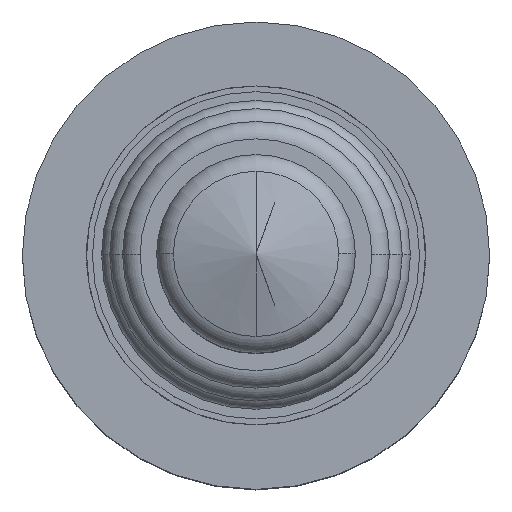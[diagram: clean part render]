
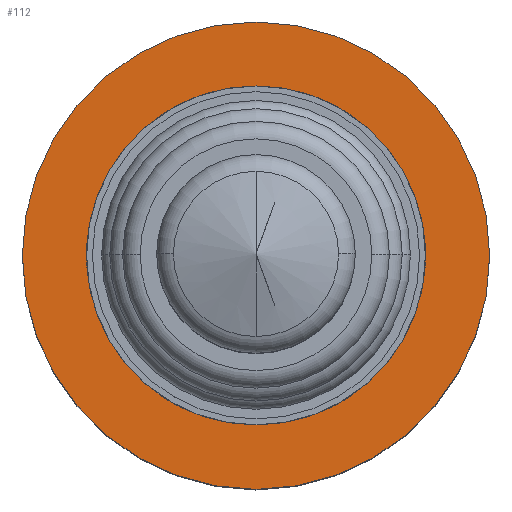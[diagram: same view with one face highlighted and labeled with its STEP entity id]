
A CAD part, top view. The second image highlights one B-rep face of the part: STEP entity #112.
In plain terms, the highlighted planar face has unit normal (0, 0, 1).
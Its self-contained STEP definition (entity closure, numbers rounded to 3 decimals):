
#112=ADVANCED_FACE('',(#257,#258),#259,.T.);
#257=FACE_BOUND('',#463,.T.);
#258=FACE_OUTER_BOUND('',#464,.T.);
#259=PLANE('',#465);
#463=EDGE_LOOP('',(#941,#942));
#464=EDGE_LOOP('',(#943,#944));
#465=AXIS2_PLACEMENT_3D('',#945,#946,#947);
#941=ORIENTED_EDGE('',*,*,#1430,.F.);
#942=ORIENTED_EDGE('',*,*,#1495,.F.);
#943=ORIENTED_EDGE('',*,*,#1437,.T.);
#944=ORIENTED_EDGE('',*,*,#1494,.T.);
#945=CARTESIAN_POINT('',(0.,15.5,-89.5));
#946=DIRECTION('',(0.,0.,1.0));
#947=DIRECTION('',(0.,1.0,0.));
#1430=EDGE_CURVE('',#1735,#1738,#1739,.T.);
#1437=EDGE_CURVE('',#1744,#1750,#1752,.T.);
#1494=EDGE_CURVE('',#1750,#1744,#1841,.T.);
#1495=EDGE_CURVE('',#1738,#1735,#1842,.T.);
#1735=VERTEX_POINT('',#2142);
#1738=VERTEX_POINT('',#2146);
#1739=CIRCLE('',#2147,11.0);
#1744=VERTEX_POINT('',#2153);
#1750=VERTEX_POINT('',#2160);
#1752=CIRCLE('',#2163,20.0);
#1841=CIRCLE('',#2264,20.0);
#1842=CIRCLE('',#2265,11.0);
#2142=CARTESIAN_POINT('',(0.,11.0,-89.5));
#2146=CARTESIAN_POINT('',(0.,-11.0,-89.5));
#2147=AXIS2_PLACEMENT_3D('',#2697,#2698,#2699);
#2153=CARTESIAN_POINT('',(0.,20.0,-89.5));
#2160=CARTESIAN_POINT('',(0.,-20.0,-89.5));
#2163=AXIS2_PLACEMENT_3D('',#2712,#2713,#2714);
#2264=AXIS2_PLACEMENT_3D('',#2859,#2860,#2861);
#2265=AXIS2_PLACEMENT_3D('',#2862,#2863,#2864);
#2697=CARTESIAN_POINT('',(0.,0.0,-89.5));
#2698=DIRECTION('',(0.,-0.0,1.0));
#2699=DIRECTION('',(0.0,1.0,0.0));
#2712=CARTESIAN_POINT('',(0.,0.0,-89.5));
#2713=DIRECTION('',(0.,-0.0,1.0));
#2714=DIRECTION('',(0.0,1.0,0.0));
#2859=CARTESIAN_POINT('',(0.,0.0,-89.5));
#2860=DIRECTION('',(0.,-0.0,1.0));
#2861=DIRECTION('',(0.0,1.0,0.0));
#2862=CARTESIAN_POINT('',(0.,0.0,-89.5));
#2863=DIRECTION('',(0.,-0.0,1.0));
#2864=DIRECTION('',(0.0,1.0,0.0));
